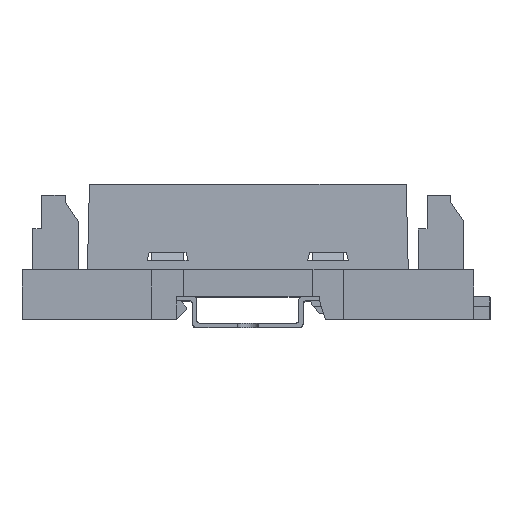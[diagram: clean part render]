
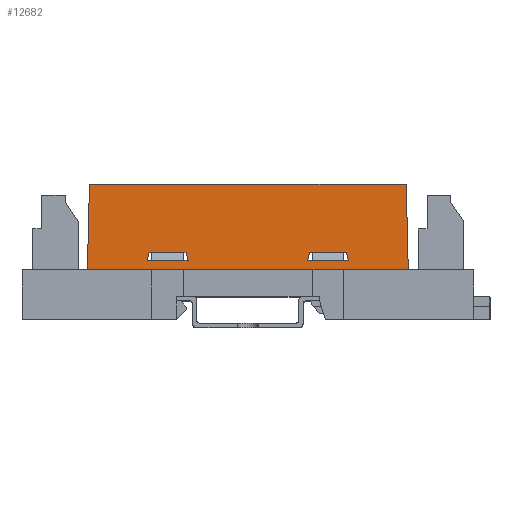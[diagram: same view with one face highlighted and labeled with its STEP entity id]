
A CAD part, top view. The second image highlights one B-rep face of the part: STEP entity #12682.
In plain terms, the highlighted planar face has unit normal (0, 0.024, 1).
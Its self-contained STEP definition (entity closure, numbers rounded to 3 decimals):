
#159 = ORIENTED_EDGE ( 'NONE', *, *, #2901, .T. ) ;
#618 = CARTESIAN_POINT ( 'NONE',  ( -40., 21., 29.5 ) ) ;
#667 = DIRECTION ( 'NONE',  ( 0.242, -0.97, 0.023 ) ) ;
#1636 = DIRECTION ( 'NONE',  ( -0.024, -0.999, 0.024 ) ) ;
#2557 = VERTEX_POINT ( 'NONE', #9050 ) ;
#2594 = EDGE_CURVE ( 'NONE', #21752, #2557, #12706, .T. ) ;
#2727 = VERTEX_POINT ( 'NONE', #7680 ) ;
#2853 = ORIENTED_EDGE ( 'NONE', *, *, #5592, .T. ) ;
#2901 = EDGE_CURVE ( 'NONE', #3511, #11089, #16735, .T. ) ;
#2938 = VECTOR ( 'NONE', #3121, 1000. ) ;
#2946 = DIRECTION ( 'NONE',  ( 0.242, 0.97, -0.023 ) ) ;
#3121 = DIRECTION ( 'NONE',  ( 1., 0., 0. ) ) ;
#3253 = LINE ( 'NONE', #13524, #23107 ) ;
#3282 = CARTESIAN_POINT ( 'NONE',  ( -24.875, 4.3, 29.898 ) ) ;
#3404 = AXIS2_PLACEMENT_3D ( 'NONE', #15450, #4587, #22638 ) ;
#3511 = VERTEX_POINT ( 'NONE', #6729 ) ;
#3585 = DIRECTION ( 'NONE',  ( 1., 0., 0. ) ) ;
#3875 = DIRECTION ( 'NONE',  ( -0.024, 0.999, -0.024 ) ) ;
#4065 = CARTESIAN_POINT ( 'NONE',  ( -15.875, 4.3, 29.898 ) ) ;
#4474 = CARTESIAN_POINT ( 'NONE',  ( -39.5, 21., 29.5 ) ) ;
#4587 = DIRECTION ( 'NONE',  ( 0., -0.024, -1. ) ) ;
#4856 = ORIENTED_EDGE ( 'NONE', *, *, #15599, .T. ) ;
#5239 = LINE ( 'NONE', #23484, #19360 ) ;
#5489 = EDGE_CURVE ( 'NONE', #11089, #6066, #11340, .T. ) ;
#5592 = EDGE_CURVE ( 'NONE', #6066, #6013, #17316, .T. ) ;
#5769 = LINE ( 'NONE', #13567, #10999 ) ;
#5815 = ORIENTED_EDGE ( 'NONE', *, *, #2594, .T. ) ;
#6013 = VERTEX_POINT ( 'NONE', #8320 ) ;
#6066 = VERTEX_POINT ( 'NONE', #6631 ) ;
#6172 = VECTOR ( 'NONE', #11467, 1000. ) ;
#6373 = DIRECTION ( 'NONE',  ( 0.242, -0.97, 0.023 ) ) ;
#6631 = CARTESIAN_POINT ( 'NONE',  ( 23.875, 2.3, 29.945 ) ) ;
#6729 = CARTESIAN_POINT ( 'NONE',  ( 14.375, 4.3, 29.898 ) ) ;
#6826 = VERTEX_POINT ( 'NONE', #3282 ) ;
#7486 = ORIENTED_EDGE ( 'NONE', *, *, #19908, .T. ) ;
#7513 = EDGE_CURVE ( 'NONE', #2557, #9268, #15458, .T. ) ;
#7680 = CARTESIAN_POINT ( 'NONE',  ( -15.375, 2.3, 29.945 ) ) ;
#7702 = VERTEX_POINT ( 'NONE', #22857 ) ;
#7912 = PLANE ( 'NONE',  #3404 ) ;
#8320 = CARTESIAN_POINT ( 'NONE',  ( 13.875, 2.3, 29.945 ) ) ;
#8420 = CARTESIAN_POINT ( 'NONE',  ( 15.108, 7.231, 29.828 ) ) ;
#8604 = ORIENTED_EDGE ( 'NONE', *, *, #5489, .T. ) ;
#9050 = CARTESIAN_POINT ( 'NONE',  ( 38.5, 0., 30. ) ) ;
#9106 = VERTEX_POINT ( 'NONE', #4065 ) ;
#9268 = VERTEX_POINT ( 'NONE', #10196 ) ;
#10196 = CARTESIAN_POINT ( 'NONE',  ( 38., 21., 29.5 ) ) ;
#10214 = ORIENTED_EDGE ( 'NONE', *, *, #22212, .F. ) ;
#10280 = VERTEX_POINT ( 'NONE', #4474 ) ;
#10999 = VECTOR ( 'NONE', #22971, 1000. ) ;
#11089 = VERTEX_POINT ( 'NONE', #13644 ) ;
#11320 = VECTOR ( 'NONE', #17484, 1000. ) ;
#11340 = LINE ( 'NONE', #13637, #17041 ) ;
#11425 = EDGE_LOOP ( 'NONE', ( #21373, #20438, #18922, #22378 ) ) ;
#11467 = DIRECTION ( 'NONE',  ( 1., 0., 0. ) ) ;
#11821 = CARTESIAN_POINT ( 'NONE',  ( -40., 2.3, 29.945 ) ) ;
#11906 = LINE ( 'NONE', #12837, #20214 ) ;
#12502 = ORIENTED_EDGE ( 'NONE', *, *, #7513, .T. ) ;
#12682 = ADVANCED_FACE ( 'NONE', ( #18670, #18394, #22720 ), #7912, .F. ) ;
#12683 = VECTOR ( 'NONE', #13685, 1000. ) ;
#12706 = LINE ( 'NONE', #20152, #19621 ) ;
#12837 = CARTESIAN_POINT ( 'NONE',  ( -39.5, 20.988, 29.5 ) ) ;
#13318 = VECTOR ( 'NONE', #2946, 1000. ) ;
#13524 = CARTESIAN_POINT ( 'NONE',  ( -21.223, 25.692, 29.388 ) ) ;
#13567 = CARTESIAN_POINT ( 'NONE',  ( -40., 2.3, 29.945 ) ) ;
#13637 = CARTESIAN_POINT ( 'NONE',  ( 15.72, 34.922, 29.169 ) ) ;
#13644 = CARTESIAN_POINT ( 'NONE',  ( 23.375, 4.3, 29.898 ) ) ;
#13685 = DIRECTION ( 'NONE',  ( 1., 0., 0. ) ) ;
#14049 = CARTESIAN_POINT ( 'NONE',  ( -40., 4.3, 29.898 ) ) ;
#14567 = DIRECTION ( 'NONE',  ( 0.242, 0.97, -0.023 ) ) ;
#14704 = CARTESIAN_POINT ( 'NONE',  ( -40., 0., 30. ) ) ;
#14891 = CARTESIAN_POINT ( 'NONE',  ( 37.956, 22.855, 29.456 ) ) ;
#15211 = EDGE_LOOP ( 'NONE', ( #2853, #4856, #159, #8604 ) ) ;
#15450 = CARTESIAN_POINT ( 'NONE',  ( -40., 21., 29.5 ) ) ;
#15458 = LINE ( 'NONE', #14891, #15740 ) ;
#15599 = EDGE_CURVE ( 'NONE', #6013, #3511, #23094, .T. ) ;
#15621 = EDGE_LOOP ( 'NONE', ( #5815, #12502, #10214, #7486 ) ) ;
#15673 = EDGE_CURVE ( 'NONE', #7702, #6826, #5239, .T. ) ;
#15700 = LINE ( 'NONE', #618, #6172 ) ;
#15740 = VECTOR ( 'NONE', #3875, 1000. ) ;
#16735 = LINE ( 'NONE', #20938, #12683 ) ;
#17041 = VECTOR ( 'NONE', #667, 1000. ) ;
#17316 = LINE ( 'NONE', #11821, #11320 ) ;
#17484 = DIRECTION ( 'NONE',  ( -1., 0., 0. ) ) ;
#17889 = LINE ( 'NONE', #14049, #2938 ) ;
#18394 = FACE_BOUND ( 'NONE', #15211, .T. ) ;
#18670 = FACE_BOUND ( 'NONE', #11425, .T. ) ;
#18922 = ORIENTED_EDGE ( 'NONE', *, *, #20303, .T. ) ;
#19360 = VECTOR ( 'NONE', #14567, 1000. ) ;
#19621 = VECTOR ( 'NONE', #3585, 1000. ) ;
#19798 = EDGE_CURVE ( 'NONE', #9106, #2727, #3253, .T. ) ;
#19908 = EDGE_CURVE ( 'NONE', #10280, #21752, #11906, .T. ) ;
#20152 = CARTESIAN_POINT ( 'NONE',  ( -40., 0., 30. ) ) ;
#20214 = VECTOR ( 'NONE', #1636, 1000. ) ;
#20303 = EDGE_CURVE ( 'NONE', #6826, #9106, #17889, .T. ) ;
#20438 = ORIENTED_EDGE ( 'NONE', *, *, #15673, .T. ) ;
#20938 = CARTESIAN_POINT ( 'NONE',  ( -40., 4.3, 29.898 ) ) ;
#21373 = ORIENTED_EDGE ( 'NONE', *, *, #23285, .T. ) ;
#21752 = VERTEX_POINT ( 'NONE', #14704 ) ;
#22212 = EDGE_CURVE ( 'NONE', #10280, #9268, #15700, .T. ) ;
#22378 = ORIENTED_EDGE ( 'NONE', *, *, #19798, .T. ) ;
#22638 = DIRECTION ( 'NONE',  ( 0., 1., -0.024 ) ) ;
#22720 = FACE_OUTER_BOUND ( 'NONE', #15621, .T. ) ;
#22857 = CARTESIAN_POINT ( 'NONE',  ( -25.375, 2.3, 29.945 ) ) ;
#22971 = DIRECTION ( 'NONE',  ( -1., 0., 0. ) ) ;
#23094 = LINE ( 'NONE', #8420, #13318 ) ;
#23107 = VECTOR ( 'NONE', #6373, 1000. ) ;
#23285 = EDGE_CURVE ( 'NONE', #2727, #7702, #5769, .T. ) ;
#23484 = CARTESIAN_POINT ( 'NONE',  ( -21.835, 16.461, 29.608 ) ) ;
